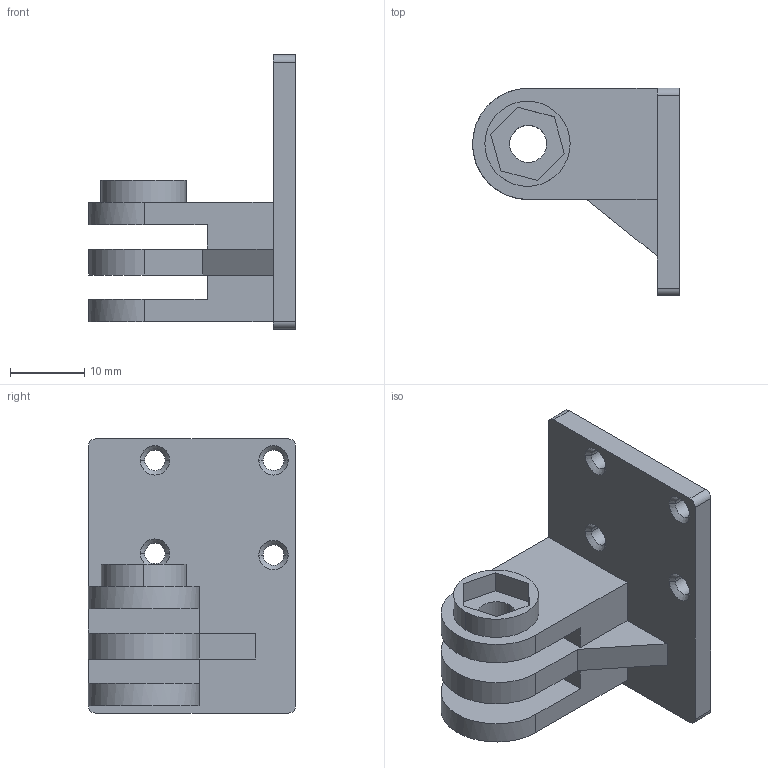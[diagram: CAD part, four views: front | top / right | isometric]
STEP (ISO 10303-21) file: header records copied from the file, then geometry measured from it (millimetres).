
FILE_DESCRIPTION(('CATIA V5 STEP Exchange'),'2;1');
FILE_NAME('zhijia_gopro_20250425.stp','2025-04-25T14:52:51+00:00',('none'),('none'),'CATIA Version 5 Release 21 GA (IN-10)','CATIA V5 STEP AP203','none');
FILE_SCHEMA(('CONFIG_CONTROL_DESIGN'));
Length unit declared in the file: millimetre
Products named in the file (1): Part71
Bounding box: 27.9 x 28 x 37 mm (x, y, z)
Volume: 7273.8 mm3; surface area: 4880 mm2
Topology: 1 solids, 1 shells, 59 faces, 158 edges, 103 vertices
Faces by surface type: plane 28, cylinder 23, cone 8
Entity records: 1820 total; most frequent: CARTESIAN_POINT 335, ORIENTED_EDGE 316, DIRECTION 246, EDGE_CURVE 158, VERTEX_POINT 103, VECTOR 102, LINE 102, AXIS2_PLACEMENT_3D 100
